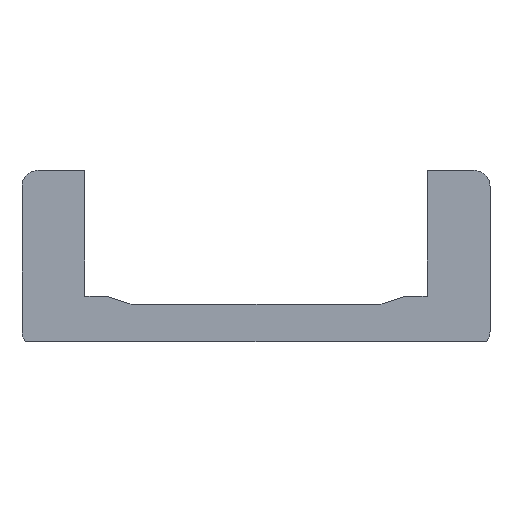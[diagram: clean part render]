
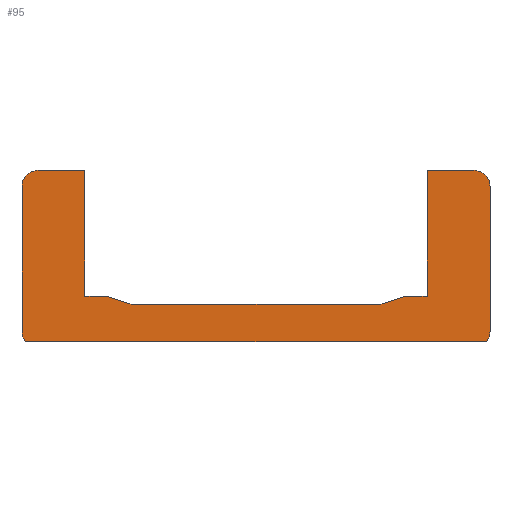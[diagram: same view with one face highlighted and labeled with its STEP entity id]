
A CAD part, top view. The second image highlights one B-rep face of the part: STEP entity #95.
In plain terms, the highlighted planar face has unit normal (0, 0, 1).
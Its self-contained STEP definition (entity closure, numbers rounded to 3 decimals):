
#95=ADVANCED_FACE('',(#138),#139,.T.);
#138=FACE_OUTER_BOUND('',#182,.T.);
#139=PLANE('',#183);
#182=EDGE_LOOP('',(#326,#327,#328,#329,#330,#331,#332,#333,#334,#335,#336,#337,#338,#339,#340,#341,#342,#343,#344,#345));
#183=AXIS2_PLACEMENT_3D('',#346,#347,#348);
#326=ORIENTED_EDGE('',*,*,#372,.F.);
#327=ORIENTED_EDGE('',*,*,#430,.F.);
#328=ORIENTED_EDGE('',*,*,#427,.F.);
#329=ORIENTED_EDGE('',*,*,#424,.F.);
#330=ORIENTED_EDGE('',*,*,#421,.F.);
#331=ORIENTED_EDGE('',*,*,#418,.F.);
#332=ORIENTED_EDGE('',*,*,#415,.F.);
#333=ORIENTED_EDGE('',*,*,#412,.F.);
#334=ORIENTED_EDGE('',*,*,#409,.F.);
#335=ORIENTED_EDGE('',*,*,#406,.F.);
#336=ORIENTED_EDGE('',*,*,#403,.F.);
#337=ORIENTED_EDGE('',*,*,#400,.F.);
#338=ORIENTED_EDGE('',*,*,#397,.F.);
#339=ORIENTED_EDGE('',*,*,#394,.F.);
#340=ORIENTED_EDGE('',*,*,#391,.F.);
#341=ORIENTED_EDGE('',*,*,#388,.F.);
#342=ORIENTED_EDGE('',*,*,#385,.F.);
#343=ORIENTED_EDGE('',*,*,#382,.F.);
#344=ORIENTED_EDGE('',*,*,#379,.F.);
#345=ORIENTED_EDGE('',*,*,#376,.F.);
#346=CARTESIAN_POINT('',(0.,22.003,10.0));
#347=DIRECTION('',(0.0,0.0,1.0));
#348=DIRECTION('',(1.0,0.0,0.0));
#372=EDGE_CURVE('',#432,#433,#434,.T.);
#376=EDGE_CURVE('',#433,#440,#441,.T.);
#379=EDGE_CURVE('',#440,#445,#446,.T.);
#382=EDGE_CURVE('',#445,#450,#451,.T.);
#385=EDGE_CURVE('',#450,#455,#456,.T.);
#388=EDGE_CURVE('',#455,#460,#461,.T.);
#391=EDGE_CURVE('',#460,#465,#466,.T.);
#394=EDGE_CURVE('',#465,#470,#471,.T.);
#397=EDGE_CURVE('',#470,#475,#476,.T.);
#400=EDGE_CURVE('',#475,#480,#481,.T.);
#403=EDGE_CURVE('',#480,#485,#486,.T.);
#406=EDGE_CURVE('',#485,#490,#491,.T.);
#409=EDGE_CURVE('',#490,#495,#496,.T.);
#412=EDGE_CURVE('',#495,#500,#501,.T.);
#415=EDGE_CURVE('',#500,#505,#506,.T.);
#418=EDGE_CURVE('',#505,#510,#511,.T.);
#421=EDGE_CURVE('',#510,#515,#516,.T.);
#424=EDGE_CURVE('',#515,#520,#521,.T.);
#427=EDGE_CURVE('',#520,#525,#526,.T.);
#430=EDGE_CURVE('',#525,#432,#530,.T.);
#432=VERTEX_POINT('',#532);
#433=VERTEX_POINT('',#533);
#434=CIRCLE('',#534,3.0);
#440=VERTEX_POINT('',#542);
#441=LINE('',#543,#544);
#445=VERTEX_POINT('',#550);
#446=LINE('',#551,#552);
#450=VERTEX_POINT('',#558);
#451=LINE('',#559,#560);
#455=VERTEX_POINT('',#566);
#456=CIRCLE('',#567,5.0);
#460=VERTEX_POINT('',#572);
#461=LINE('',#573,#574);
#465=VERTEX_POINT('',#580);
#466=CIRCLE('',#581,5.0);
#470=VERTEX_POINT('',#586);
#471=LINE('',#587,#588);
#475=VERTEX_POINT('',#594);
#476=LINE('',#595,#596);
#480=VERTEX_POINT('',#602);
#481=LINE('',#603,#604);
#485=VERTEX_POINT('',#610);
#486=CIRCLE('',#611,3.0);
#490=VERTEX_POINT('',#616);
#491=LINE('',#617,#618);
#495=VERTEX_POINT('',#624);
#496=CIRCLE('',#625,6.0);
#500=VERTEX_POINT('',#630);
#501=LINE('',#631,#632);
#505=VERTEX_POINT('',#638);
#506=CIRCLE('',#639,6.0);
#510=VERTEX_POINT('',#644);
#511=LINE('',#645,#646);
#515=VERTEX_POINT('',#652);
#516=CIRCLE('',#653,6.0);
#520=VERTEX_POINT('',#658);
#521=LINE('',#659,#660);
#525=VERTEX_POINT('',#666);
#526=CIRCLE('',#667,6.0);
#530=LINE('',#672,#673);
#532=CARTESIAN_POINT('',(-64.9,64.0,10.0));
#533=CARTESIAN_POINT('',(-64.0,63.862,10.0));
#534=AXIS2_PLACEMENT_3D('',#676,#677,#678);
#542=CARTESIAN_POINT('',(-64.0,17.0,10.0));
#543=CARTESIAN_POINT('',(-64.0,63.862,10.0));
#544=VECTOR('',#684,1.0);
#550=CARTESIAN_POINT('',(-55.9,17.0,10.0));
#551=CARTESIAN_POINT('',(-64.0,17.0,10.0));
#552=VECTOR('',#687,1.0);
#558=CARTESIAN_POINT('',(-47.67,14.257,10.0));
#559=CARTESIAN_POINT('',(-47.67,14.257,10.0));
#560=VECTOR('',#690,1.0);
#566=CARTESIAN_POINT('',(-46.089,14.0,10.0));
#567=AXIS2_PLACEMENT_3D('',#693,#694,#695);
#572=CARTESIAN_POINT('',(46.089,14.0,10.0));
#573=CARTESIAN_POINT('',(46.089,14.0,10.0));
#574=VECTOR('',#700,1.0);
#580=CARTESIAN_POINT('',(47.67,14.257,10.0));
#581=AXIS2_PLACEMENT_3D('',#703,#704,#705);
#586=CARTESIAN_POINT('',(55.9,17.0,10.0));
#587=CARTESIAN_POINT('',(55.9,17.0,10.0));
#588=VECTOR('',#710,1.0);
#594=CARTESIAN_POINT('',(64.0,17.0,10.0));
#595=CARTESIAN_POINT('',(55.9,17.0,10.0));
#596=VECTOR('',#713,1.0);
#602=CARTESIAN_POINT('',(64.,63.862,10.0));
#603=CARTESIAN_POINT('',(64.0,63.862,10.0));
#604=VECTOR('',#716,1.0);
#610=CARTESIAN_POINT('',(64.9,64.0,10.0));
#611=AXIS2_PLACEMENT_3D('',#719,#720,#721);
#616=CARTESIAN_POINT('',(81.5,64.0,10.0));
#617=CARTESIAN_POINT('',(81.5,64.0,10.0));
#618=VECTOR('',#726,1.0);
#624=CARTESIAN_POINT('',(87.5,58.0,10.0));
#625=AXIS2_PLACEMENT_3D('',#729,#730,#731);
#630=CARTESIAN_POINT('',(87.5,3.8,10.0));
#631=CARTESIAN_POINT('',(87.5,3.8,10.0));
#632=VECTOR('',#736,1.0);
#638=CARTESIAN_POINT('',(86.143,0.,10.0));
#639=AXIS2_PLACEMENT_3D('',#739,#740,#741);
#644=CARTESIAN_POINT('',(-86.143,0.,10.0));
#645=CARTESIAN_POINT('',(-86.143,0.,10.0));
#646=VECTOR('',#746,1.0);
#652=CARTESIAN_POINT('',(-87.5,3.8,10.0));
#653=AXIS2_PLACEMENT_3D('',#749,#750,#751);
#658=CARTESIAN_POINT('',(-87.5,58.0,10.0));
#659=CARTESIAN_POINT('',(-87.5,58.0,10.0));
#660=VECTOR('',#756,1.0);
#666=CARTESIAN_POINT('',(-81.5,64.0,10.0));
#667=AXIS2_PLACEMENT_3D('',#759,#760,#761);
#672=CARTESIAN_POINT('',(-64.9,64.0,10.0));
#673=VECTOR('',#766,1.0);
#676=CARTESIAN_POINT('',(-64.9,61.0,10.0));
#677=DIRECTION('',(0.0,0.0,-1.0));
#678=DIRECTION('',(1.0,0.0,0.0));
#684=DIRECTION('',(0.,-1.0,0.0));
#687=DIRECTION('',(1.0,0.0,0.0));
#690=DIRECTION('',(0.949,-0.316,0.0));
#693=CARTESIAN_POINT('',(-46.089,19.0,10.0));
#694=DIRECTION('',(0.0,0.0,1.0));
#695=DIRECTION('',(1.0,0.0,0.0));
#700=DIRECTION('',(1.0,0.,0.0));
#703=CARTESIAN_POINT('',(46.089,19.0,10.0));
#704=DIRECTION('',(0.0,0.0,1.0));
#705=DIRECTION('',(1.0,0.0,0.0));
#710=DIRECTION('',(0.949,0.316,0.0));
#713=DIRECTION('',(1.0,0.0,0.0));
#716=DIRECTION('',(0.0,1.0,0.0));
#719=CARTESIAN_POINT('',(64.9,61.0,10.0));
#720=DIRECTION('',(0.0,0.0,-1.0));
#721=DIRECTION('',(1.0,0.0,0.0));
#726=DIRECTION('',(1.0,0.0,0.0));
#729=CARTESIAN_POINT('',(81.5,58.0,10.0));
#730=DIRECTION('',(0.0,0.0,-1.0));
#731=DIRECTION('',(1.0,0.0,0.0));
#736=DIRECTION('',(0.0,-1.0,0.0));
#739=CARTESIAN_POINT('',(81.5,3.8,10.0));
#740=DIRECTION('',(0.0,0.0,-1.0));
#741=DIRECTION('',(1.0,0.0,0.0));
#746=DIRECTION('',(-1.0,0.,0.0));
#749=CARTESIAN_POINT('',(-81.5,3.8,10.0));
#750=DIRECTION('',(0.0,0.0,-1.0));
#751=DIRECTION('',(1.0,0.0,0.0));
#756=DIRECTION('',(0.0,1.0,0.0));
#759=CARTESIAN_POINT('',(-81.5,58.0,10.0));
#760=DIRECTION('',(0.0,0.0,-1.0));
#761=DIRECTION('',(1.0,0.0,0.0));
#766=DIRECTION('',(1.0,0.0,0.0));
